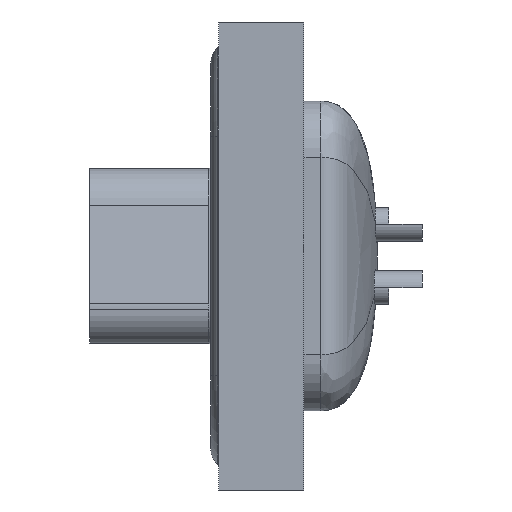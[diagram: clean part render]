
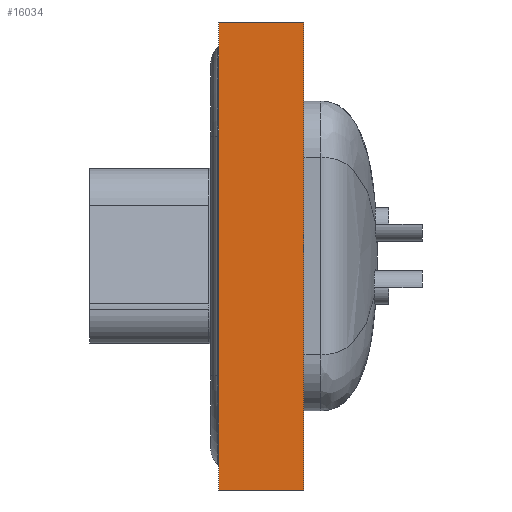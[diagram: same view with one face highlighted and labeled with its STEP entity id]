
A CAD part, left-side view. The second image highlights one B-rep face of the part: STEP entity #16034.
In plain terms, the highlighted planar face has unit normal (-1, 0, 0).
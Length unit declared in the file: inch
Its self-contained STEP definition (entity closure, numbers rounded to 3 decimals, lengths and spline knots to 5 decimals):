
#7214 = DIRECTION ( 'NONE',  ( 0., -1., 0. ) ) ;
#7215 = VECTOR ( 'NONE', #7214, 39.37008 ) ;
#7216 = CARTESIAN_POINT ( 'NONE',  ( -0.77559, 0.07579, -0.41535 ) ) ;
#7217 = LINE ( 'NONE', #7216, #7215 ) ;
#7218 = CARTESIAN_POINT ( 'NONE',  ( -0.77559, 0.07579, -0.41535 ) ) ;
#7219 = DIRECTION ( 'NONE',  ( 0., 0., 1. ) ) ;
#7220 = VECTOR ( 'NONE', #7219, 39.37008 ) ;
#7221 = CARTESIAN_POINT ( 'NONE',  ( -0.77559, 0.07579, -0.41535 ) ) ;
#7222 = LINE ( 'NONE', #7221, #7220 ) ;
#7223 = CARTESIAN_POINT ( 'NONE',  ( -0.77559, 0.07579, 0.41535 ) ) ;
#7224 = DIRECTION ( 'NONE',  ( 0., -1., 0. ) ) ;
#7225 = VECTOR ( 'NONE', #7224, 39.37008 ) ;
#7226 = CARTESIAN_POINT ( 'NONE',  ( -0.77559, 0.07579, 0.41535 ) ) ;
#7227 = LINE ( 'NONE', #7226, #7225 ) ;
#7228 = CARTESIAN_POINT ( 'NONE',  ( -0.77559, -0.07579, 0.41535 ) ) ;
#7362 = CARTESIAN_POINT ( 'NONE',  ( -0.77559, 0.07579, -0.41535 ) ) ;
#7363 = AXIS2_PLACEMENT_3D ( 'NONE', #7362, #7427, #7426 ) ;
#7364 = PLANE ( 'NONE',  #7363 ) ;
#7365 = FACE_OUTER_BOUND ( 'NONE', #15975, .T. ) ;
#7421 = CARTESIAN_POINT ( 'NONE',  ( -0.77559, -0.07579, -0.41535 ) ) ;
#7422 = DIRECTION ( 'NONE',  ( 0., 0., 1. ) ) ;
#7423 = VECTOR ( 'NONE', #7422, 39.37008 ) ;
#7424 = CARTESIAN_POINT ( 'NONE',  ( -0.77559, -0.07579, -0.41535 ) ) ;
#7425 = LINE ( 'NONE', #7424, #7423 ) ;
#7426 = DIRECTION ( 'NONE',  ( 0., 0., -1. ) ) ;
#7427 = DIRECTION ( 'NONE',  ( 1., 0., 0. ) ) ;
#15952 = VERTEX_POINT ( 'NONE', #7228 ) ;
#15953 = ORIENTED_EDGE ( 'NONE', *, *, #15954, .F. ) ;
#15954 = EDGE_CURVE ( 'NONE', #15955, #15952, #7227, .T. ) ;
#15955 = VERTEX_POINT ( 'NONE', #7223 ) ;
#15956 = ORIENTED_EDGE ( 'NONE', *, *, #15957, .F. ) ;
#15957 = EDGE_CURVE ( 'NONE', #15958, #15955, #7222, .T. ) ;
#15958 = VERTEX_POINT ( 'NONE', #7218 ) ;
#15959 = ORIENTED_EDGE ( 'NONE', *, *, #15960, .T. ) ;
#15960 = EDGE_CURVE ( 'NONE', #15958, #16037, #7217, .T. ) ;
#15975 = EDGE_LOOP ( 'NONE', ( #16035, #15953, #15956, #15959 ) ) ;
#16034 = ADVANCED_FACE ( 'NONE', ( #7365 ), #7364, .F. ) ;
#16035 = ORIENTED_EDGE ( 'NONE', *, *, #16036, .T. ) ;
#16036 = EDGE_CURVE ( 'NONE', #16037, #15952, #7425, .T. ) ;
#16037 = VERTEX_POINT ( 'NONE', #7421 ) ;
